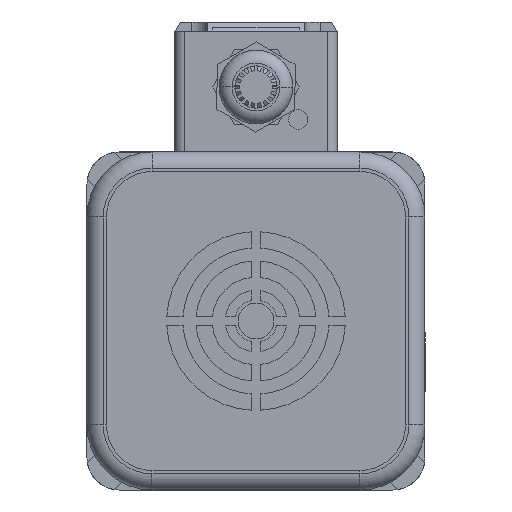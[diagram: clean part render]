
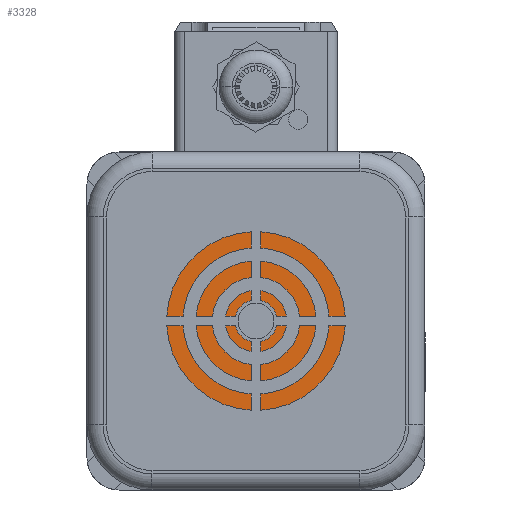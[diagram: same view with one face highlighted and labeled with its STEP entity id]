
A CAD part, front view. The second image highlights one B-rep face of the part: STEP entity #3328.
In plain terms, the highlighted planar face has unit normal (0, -1, 0).
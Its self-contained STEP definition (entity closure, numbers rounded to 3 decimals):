
#286 = DIRECTION ( 'NONE',  ( 0., 0., 1. ) ) ;
#492 = VERTEX_POINT ( 'NONE', #16479 ) ;
#1190 = ORIENTED_EDGE ( 'NONE', *, *, #20230, .T. ) ;
#1647 = CARTESIAN_POINT ( 'NONE',  ( 0., 0., 0. ) ) ;
#1742 = DIRECTION ( 'NONE',  ( 0., 1., 0. ) ) ;
#2170 = VERTEX_POINT ( 'NONE', #11552 ) ;
#2722 = AXIS2_PLACEMENT_3D ( 'NONE', #15092, #15052, #14936 ) ;
#3328 = ADVANCED_FACE ( 'NONE', ( #19985, #20234 ), #23860, .F. ) ;
#4661 = CIRCLE ( 'NONE', #16879, 6. ) ;
#4881 = ORIENTED_EDGE ( 'NONE', *, *, #12443, .T. ) ;
#5127 = AXIS2_PLACEMENT_3D ( 'NONE', #1647, #1742, #286 ) ;
#7242 = AXIS2_PLACEMENT_3D ( 'NONE', #16304, #16269, #16243 ) ;
#9434 = VERTEX_POINT ( 'NONE', #29189 ) ;
#11552 = CARTESIAN_POINT ( 'NONE',  ( 0., 0., -46.5 ) ) ;
#12443 = EDGE_CURVE ( 'NONE', #9434, #23027, #4661, .T. ) ;
#13635 = ORIENTED_EDGE ( 'NONE', *, *, #15096, .T. ) ;
#13864 = CARTESIAN_POINT ( 'NONE',  ( 0., 0., 6. ) ) ;
#14936 = DIRECTION ( 'NONE',  ( 0., 0., 1. ) ) ;
#15052 = DIRECTION ( 'NONE',  ( 0., -1., 0. ) ) ;
#15092 = CARTESIAN_POINT ( 'NONE',  ( 0., 0., 0. ) ) ;
#15096 = EDGE_CURVE ( 'NONE', #492, #2170, #22202, .T. ) ;
#15497 = CIRCLE ( 'NONE', #24792, 6. ) ;
#16243 = DIRECTION ( 'NONE',  ( 0., 0., 1. ) ) ;
#16269 = DIRECTION ( 'NONE',  ( 0., -1., 0. ) ) ;
#16304 = CARTESIAN_POINT ( 'NONE',  ( 0., 0., 0. ) ) ;
#16479 = CARTESIAN_POINT ( 'NONE',  ( 0., 0., 46.5 ) ) ;
#16879 = AXIS2_PLACEMENT_3D ( 'NONE', #18339, #18312, #18281 ) ;
#18281 = DIRECTION ( 'NONE',  ( 0., 0., 1. ) ) ;
#18312 = DIRECTION ( 'NONE',  ( 0., 1., 0. ) ) ;
#18339 = CARTESIAN_POINT ( 'NONE',  ( 0., 0., 0. ) ) ;
#19338 = ORIENTED_EDGE ( 'NONE', *, *, #20056, .T. ) ;
#19985 = FACE_BOUND ( 'NONE', #28113, .T. ) ;
#20056 = EDGE_CURVE ( 'NONE', #23027, #9434, #15497, .T. ) ;
#20180 = DIRECTION ( 'NONE',  ( 0., 0., 1. ) ) ;
#20185 = DIRECTION ( 'NONE',  ( 0., 1., 0. ) ) ;
#20210 = CARTESIAN_POINT ( 'NONE',  ( 0., 0., 0. ) ) ;
#20230 = EDGE_CURVE ( 'NONE', #2170, #492, #23379, .T. ) ;
#20234 = FACE_OUTER_BOUND ( 'NONE', #21404, .T. ) ;
#21404 = EDGE_LOOP ( 'NONE', ( #13635, #1190 ) ) ;
#22202 = CIRCLE ( 'NONE', #2722, 46.5 ) ;
#23027 = VERTEX_POINT ( 'NONE', #13864 ) ;
#23379 = CIRCLE ( 'NONE', #7242, 46.5 ) ;
#23860 = PLANE ( 'NONE',  #5127 ) ;
#24792 = AXIS2_PLACEMENT_3D ( 'NONE', #20210, #20185, #20180 ) ;
#28113 = EDGE_LOOP ( 'NONE', ( #19338, #4881 ) ) ;
#29189 = CARTESIAN_POINT ( 'NONE',  ( 0., 0., -6. ) ) ;
